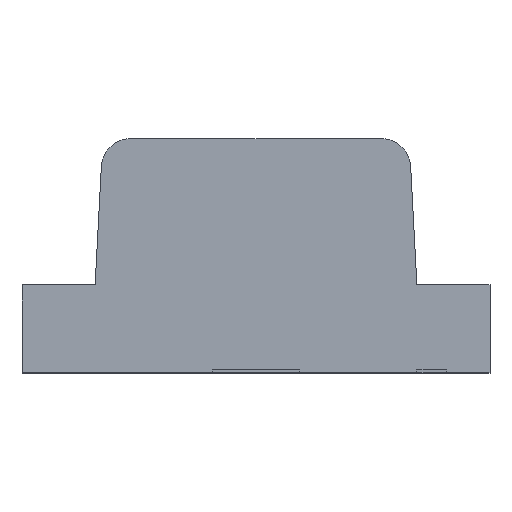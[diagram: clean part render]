
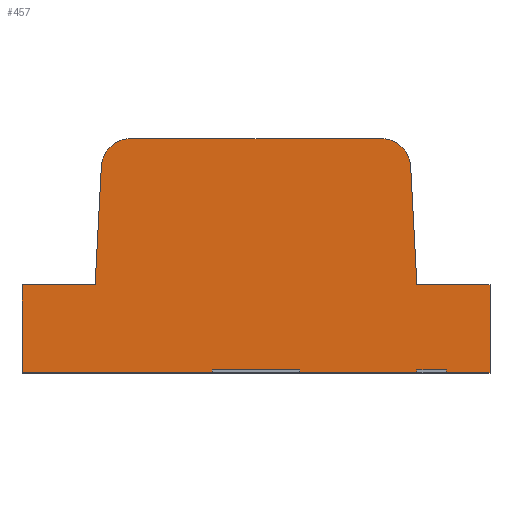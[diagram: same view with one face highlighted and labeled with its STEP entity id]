
A CAD part, top view. The second image highlights one B-rep face of the part: STEP entity #457.
In plain terms, the highlighted planar face has unit normal (0, 0, 1).
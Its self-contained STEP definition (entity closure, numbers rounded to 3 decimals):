
#48 = DIRECTION ( 'NONE',  ( 0., -1., 0. ) ) ;
#88 = VERTEX_POINT ( 'NONE', #4434 ) ;
#92 = LINE ( 'NONE', #2576, #1873 ) ;
#95 = CARTESIAN_POINT ( 'NONE',  ( 0.55, 0., 0.75 ) ) ;
#129 = EDGE_CURVE ( 'NONE', #829, #4795, #4233, .T. ) ;
#141 = DIRECTION ( 'NONE',  ( 1., 0., 0. ) ) ;
#144 = CARTESIAN_POINT ( 'NONE',  ( -0.8, 0.3, 0.75 ) ) ;
#157 = LINE ( 'NONE', #4574, #2934 ) ;
#210 = VERTEX_POINT ( 'NONE', #1414 ) ;
#273 = CARTESIAN_POINT ( 'NONE',  ( 0.55, 0.01, 0.75 ) ) ;
#282 = VECTOR ( 'NONE', #1919, 1000. ) ;
#311 = DIRECTION ( 'NONE',  ( -0.052, 0.999, 0. ) ) ;
#312 = DIRECTION ( 'NONE',  ( 0., -1., 0. ) ) ;
#323 = ORIENTED_EDGE ( 'NONE', *, *, #4927, .F. ) ;
#394 = ORIENTED_EDGE ( 'NONE', *, *, #129, .T. ) ;
#418 = LINE ( 'NONE', #144, #2376 ) ;
#420 = CARTESIAN_POINT ( 'NONE',  ( 0.651, 0., 0.75 ) ) ;
#442 = EDGE_CURVE ( 'NONE', #5035, #1206, #3750, .T. ) ;
#457 = ADVANCED_FACE ( 'NONE', ( #3517 ), #1421, .T. ) ;
#532 = DIRECTION ( 'NONE',  ( 0., 0., 1. ) ) ;
#559 = EDGE_CURVE ( 'NONE', #5035, #829, #4954, .T. ) ;
#609 = VERTEX_POINT ( 'NONE', #1691 ) ;
#626 = CARTESIAN_POINT ( 'NONE',  ( -0.15, 0., 0.75 ) ) ;
#650 = ORIENTED_EDGE ( 'NONE', *, *, #3736, .T. ) ;
#653 = LINE ( 'NONE', #2022, #3052 ) ;
#655 = EDGE_CURVE ( 'NONE', #3477, #2856, #2456, .T. ) ;
#668 = VERTEX_POINT ( 'NONE', #95 ) ;
#676 = VECTOR ( 'NONE', #48, 1000. ) ;
#697 = CARTESIAN_POINT ( 'NONE',  ( 0.429, 0.7, 0.75 ) ) ;
#829 = VERTEX_POINT ( 'NONE', #420 ) ;
#849 = CARTESIAN_POINT ( 'NONE',  ( -0.15, 0.01, 0.75 ) ) ;
#865 = LINE ( 'NONE', #891, #2578 ) ;
#885 = VECTOR ( 'NONE', #1481, 1000. ) ;
#891 = CARTESIAN_POINT ( 'NONE',  ( 0.15, 0.01, 0.75 ) ) ;
#912 = EDGE_CURVE ( 'NONE', #1206, #668, #3858, .T. ) ;
#949 = VECTOR ( 'NONE', #312, 1000. ) ;
#957 = AXIS2_PLACEMENT_3D ( 'NONE', #4424, #532, #2050 ) ;
#987 = ORIENTED_EDGE ( 'NONE', *, *, #2493, .T. ) ;
#1014 = DIRECTION ( 'NONE',  ( 1., 0., 0. ) ) ;
#1055 = ORIENTED_EDGE ( 'NONE', *, *, #3973, .F. ) ;
#1061 = ORIENTED_EDGE ( 'NONE', *, *, #3237, .T. ) ;
#1113 = CARTESIAN_POINT ( 'NONE',  ( 0.8, 0.3, 0.75 ) ) ;
#1114 = CARTESIAN_POINT ( 'NONE',  ( -0.429, 0.7, 0.75 ) ) ;
#1135 = LINE ( 'NONE', #4628, #949 ) ;
#1163 = CARTESIAN_POINT ( 'NONE',  ( -0.8, 0., 0.75 ) ) ;
#1164 = VERTEX_POINT ( 'NONE', #626 ) ;
#1187 = VERTEX_POINT ( 'NONE', #5025 ) ;
#1206 = VERTEX_POINT ( 'NONE', #1356 ) ;
#1222 = VECTOR ( 'NONE', #1334, 1000. ) ;
#1260 = VERTEX_POINT ( 'NONE', #4493 ) ;
#1312 = AXIS2_PLACEMENT_3D ( 'NONE', #697, #4962, #1014 ) ;
#1334 = DIRECTION ( 'NONE',  ( 0., 1., 0. ) ) ;
#1356 = CARTESIAN_POINT ( 'NONE',  ( 0.55, 0.01, 0.75 ) ) ;
#1414 = CARTESIAN_POINT ( 'NONE',  ( -0.429, 0.8, 0.75 ) ) ;
#1421 = PLANE ( 'NONE',  #1312 ) ;
#1453 = VECTOR ( 'NONE', #4339, 1000. ) ;
#1481 = DIRECTION ( 'NONE',  ( 0., -1., 0. ) ) ;
#1490 = DIRECTION ( 'NONE',  ( -1., 0., 0. ) ) ;
#1571 = VECTOR ( 'NONE', #2049, 1000. ) ;
#1595 = CARTESIAN_POINT ( 'NONE',  ( 0.529, 0.705, 0.75 ) ) ;
#1669 = DIRECTION ( 'NONE',  ( 0., -1., 0. ) ) ;
#1691 = CARTESIAN_POINT ( 'NONE',  ( -0.55, 0.3, 0.75 ) ) ;
#1758 = LINE ( 'NONE', #2511, #1222 ) ;
#1809 = CARTESIAN_POINT ( 'NONE',  ( -0.8, 0., 0.75 ) ) ;
#1831 = DIRECTION ( 'NONE',  ( 1., 0., 0. ) ) ;
#1873 = VECTOR ( 'NONE', #3349, 1000. ) ;
#1898 = EDGE_CURVE ( 'NONE', #88, #1187, #865, .T. ) ;
#1919 = DIRECTION ( 'NONE',  ( -1., 0., 0. ) ) ;
#1937 = CARTESIAN_POINT ( 'NONE',  ( -0.429, 0.8, 0.75 ) ) ;
#1939 = LINE ( 'NONE', #1937, #282 ) ;
#1945 = VECTOR ( 'NONE', #1831, 1000. ) ;
#1967 = EDGE_CURVE ( 'NONE', #210, #3191, #3444, .T. ) ;
#2019 = ORIENTED_EDGE ( 'NONE', *, *, #3463, .T. ) ;
#2022 = CARTESIAN_POINT ( 'NONE',  ( -0.15, 0.01, 0.75 ) ) ;
#2049 = DIRECTION ( 'NONE',  ( 1., 0., 0. ) ) ;
#2050 = DIRECTION ( 'NONE',  ( 1., 0., 0. ) ) ;
#2171 = ORIENTED_EDGE ( 'NONE', *, *, #912, .F. ) ;
#2376 = VECTOR ( 'NONE', #2485, 1000. ) ;
#2428 = ORIENTED_EDGE ( 'NONE', *, *, #655, .T. ) ;
#2456 = CIRCLE ( 'NONE', #957, 0.1 ) ;
#2485 = DIRECTION ( 'NONE',  ( -1., 0., 0. ) ) ;
#2493 = EDGE_CURVE ( 'NONE', #4795, #4313, #1758, .T. ) ;
#2511 = CARTESIAN_POINT ( 'NONE',  ( 0.8, 0., 0.75 ) ) ;
#2576 = CARTESIAN_POINT ( 'NONE',  ( -0.55, 0.3, 0.75 ) ) ;
#2578 = VECTOR ( 'NONE', #1669, 1000. ) ;
#2582 = VECTOR ( 'NONE', #4573, 1000. ) ;
#2612 = CARTESIAN_POINT ( 'NONE',  ( -0.529, 0.705, 0.75 ) ) ;
#2625 = LINE ( 'NONE', #1809, #1945 ) ;
#2642 = VERTEX_POINT ( 'NONE', #4169 ) ;
#2651 = CARTESIAN_POINT ( 'NONE',  ( 0.429, 0.8, 0.75 ) ) ;
#2766 = ORIENTED_EDGE ( 'NONE', *, *, #4936, .T. ) ;
#2795 = EDGE_CURVE ( 'NONE', #2642, #1164, #2625, .T. ) ;
#2856 = VERTEX_POINT ( 'NONE', #2651 ) ;
#2876 = LINE ( 'NONE', #4648, #1453 ) ;
#2899 = CARTESIAN_POINT ( 'NONE',  ( -0.8, 0., 0.75 ) ) ;
#2905 = EDGE_CURVE ( 'NONE', #1187, #668, #3250, .T. ) ;
#2934 = VECTOR ( 'NONE', #311, 1000. ) ;
#3017 = CARTESIAN_POINT ( 'NONE',  ( 0.8, 0., 0.75 ) ) ;
#3052 = VECTOR ( 'NONE', #3648, 1000. ) ;
#3183 = CARTESIAN_POINT ( 'NONE',  ( 0.651, 0.01, 0.75 ) ) ;
#3191 = VERTEX_POINT ( 'NONE', #2612 ) ;
#3237 = EDGE_CURVE ( 'NONE', #1260, #3477, #157, .T. ) ;
#3250 = LINE ( 'NONE', #2899, #1571 ) ;
#3349 = DIRECTION ( 'NONE',  ( -0.052, -0.999, 0. ) ) ;
#3358 = LINE ( 'NONE', #1163, #885 ) ;
#3444 = CIRCLE ( 'NONE', #4244, 0.1 ) ;
#3463 = EDGE_CURVE ( 'NONE', #4313, #1260, #2876, .T. ) ;
#3477 = VERTEX_POINT ( 'NONE', #1595 ) ;
#3511 = DIRECTION ( 'NONE',  ( 0., -1., 0. ) ) ;
#3517 = FACE_OUTER_BOUND ( 'NONE', #4984, .T. ) ;
#3594 = VERTEX_POINT ( 'NONE', #849 ) ;
#3648 = DIRECTION ( 'NONE',  ( -1., 0., 0. ) ) ;
#3673 = ORIENTED_EDGE ( 'NONE', *, *, #3884, .T. ) ;
#3736 = EDGE_CURVE ( 'NONE', #3191, #609, #92, .T. ) ;
#3750 = LINE ( 'NONE', #273, #2582 ) ;
#3858 = LINE ( 'NONE', #4659, #4761 ) ;
#3884 = EDGE_CURVE ( 'NONE', #2856, #210, #1939, .T. ) ;
#3973 = EDGE_CURVE ( 'NONE', #88, #3594, #653, .T. ) ;
#4109 = CARTESIAN_POINT ( 'NONE',  ( -0.8, 0., 0.75 ) ) ;
#4129 = ORIENTED_EDGE ( 'NONE', *, *, #1898, .T. ) ;
#4130 = EDGE_CURVE ( 'NONE', #609, #4728, #418, .T. ) ;
#4140 = ORIENTED_EDGE ( 'NONE', *, *, #4130, .T. ) ;
#4169 = CARTESIAN_POINT ( 'NONE',  ( -0.8, 0., 0.75 ) ) ;
#4187 = ORIENTED_EDGE ( 'NONE', *, *, #2905, .T. ) ;
#4233 = LINE ( 'NONE', #4109, #4893 ) ;
#4244 = AXIS2_PLACEMENT_3D ( 'NONE', #1114, #4913, #1490 ) ;
#4253 = CARTESIAN_POINT ( 'NONE',  ( 0.651, 0.01, 0.75 ) ) ;
#4313 = VERTEX_POINT ( 'NONE', #1113 ) ;
#4339 = DIRECTION ( 'NONE',  ( -1., 0., 0. ) ) ;
#4346 = ORIENTED_EDGE ( 'NONE', *, *, #2795, .T. ) ;
#4424 = CARTESIAN_POINT ( 'NONE',  ( 0.429, 0.7, 0.75 ) ) ;
#4434 = CARTESIAN_POINT ( 'NONE',  ( 0.15, 0.01, 0.75 ) ) ;
#4493 = CARTESIAN_POINT ( 'NONE',  ( 0.55, 0.3, 0.75 ) ) ;
#4573 = DIRECTION ( 'NONE',  ( -1., 0., 0. ) ) ;
#4574 = CARTESIAN_POINT ( 'NONE',  ( 0.55, 0.3, 0.75 ) ) ;
#4588 = ORIENTED_EDGE ( 'NONE', *, *, #559, .T. ) ;
#4628 = CARTESIAN_POINT ( 'NONE',  ( -0.15, 0.01, 0.75 ) ) ;
#4648 = CARTESIAN_POINT ( 'NONE',  ( 0.8, 0.3, 0.75 ) ) ;
#4659 = CARTESIAN_POINT ( 'NONE',  ( 0.55, 0.01, 0.75 ) ) ;
#4728 = VERTEX_POINT ( 'NONE', #4892 ) ;
#4761 = VECTOR ( 'NONE', #3511, 1000. ) ;
#4795 = VERTEX_POINT ( 'NONE', #3017 ) ;
#4892 = CARTESIAN_POINT ( 'NONE',  ( -0.8, 0.3, 0.75 ) ) ;
#4893 = VECTOR ( 'NONE', #141, 1000. ) ;
#4913 = DIRECTION ( 'NONE',  ( 0., 0., 1. ) ) ;
#4927 = EDGE_CURVE ( 'NONE', #3594, #1164, #1135, .T. ) ;
#4936 = EDGE_CURVE ( 'NONE', #4728, #2642, #3358, .T. ) ;
#4954 = LINE ( 'NONE', #3183, #676 ) ;
#4962 = DIRECTION ( 'NONE',  ( 0., 0., 1. ) ) ;
#4984 = EDGE_LOOP ( 'NONE', ( #2171, #4992, #4588, #394, #987, #2019, #1061, #2428, #3673, #5092, #650, #4140, #2766, #4346, #323, #1055, #4129, #4187 ) ) ;
#4992 = ORIENTED_EDGE ( 'NONE', *, *, #442, .F. ) ;
#5025 = CARTESIAN_POINT ( 'NONE',  ( 0.15, 0., 0.75 ) ) ;
#5035 = VERTEX_POINT ( 'NONE', #4253 ) ;
#5092 = ORIENTED_EDGE ( 'NONE', *, *, #1967, .T. ) ;
